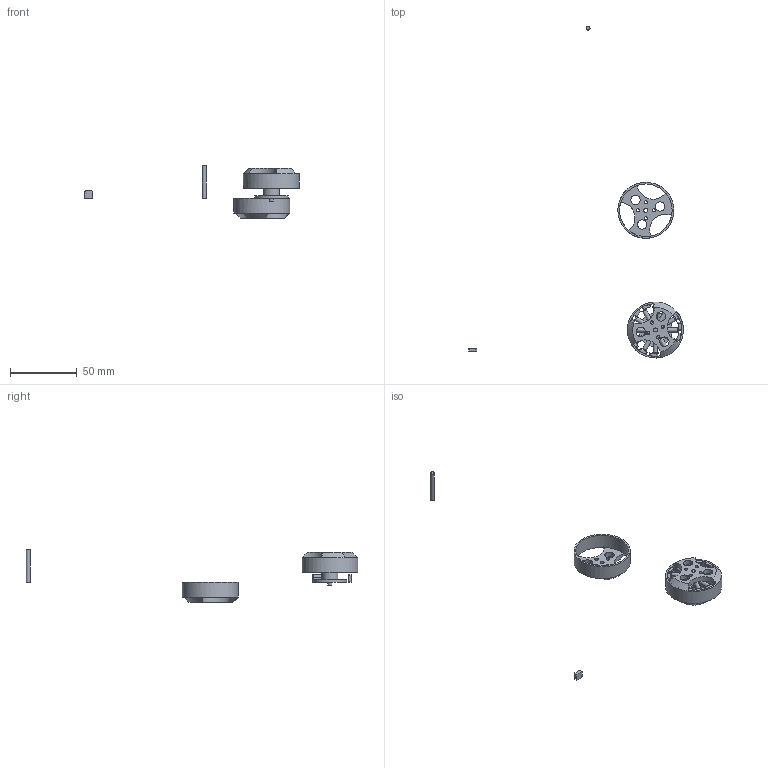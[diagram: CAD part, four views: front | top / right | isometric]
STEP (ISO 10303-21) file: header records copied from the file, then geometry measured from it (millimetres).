
FILE_DESCRIPTION( ( 'Unknown' ), '1' );
FILE_NAME( 'Motor.stp', 'Unknown', ( 'Unknown' ), ( 'Unknown' ), 'PSStep 14.0', 'Unknown', ' ' );
FILE_SCHEMA( ( 'AUTOMOTIVE_DESIGN { 1 0 10303 214 1 1 1 1 }' ) );
Length unit declared in the file: millimetre
Products named in the file (11): Magnet; Assem1; Spule; Wele; Top; Bottom
Bounding box: 161.09 x 248.97 x 39.5 mm (x, y, z)
Volume: 24740 mm3; surface area: 27150.5 mm2
Topology: 34 solids, 34 shells, 506 faces, 1284 edges, 838 vertices
Faces by surface type: plane 292, cylinder 208, cone 6
Full cylindrical faces by diameter (mm): 2.459 x16, 3 x6, 7 x6, 12 x2, 25 x2, 39.5 x2, 42 x2
Entity records: 2797 total; most frequent: DIRECTION 416, CARTESIAN_POINT 398, ORIENTED_EDGE 294, AXIS2_PLACEMENT_3D 182, EDGE_CURVE 147, EDGE_LOOP 113, VERTEX_POINT 104, FACE_OUTER_BOUND 85
